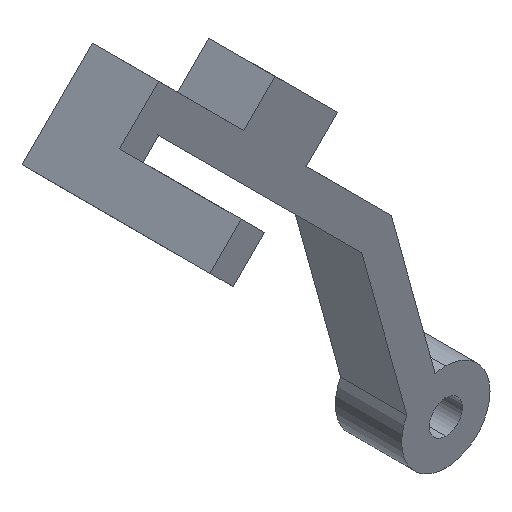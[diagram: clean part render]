
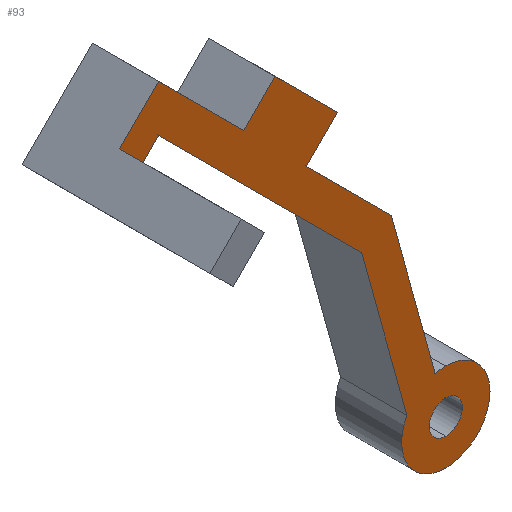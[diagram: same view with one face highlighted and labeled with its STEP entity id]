
A CAD part, isometric view. The second image highlights one B-rep face of the part: STEP entity #93.
In plain terms, the highlighted planar face has unit normal (0, -1, 0).
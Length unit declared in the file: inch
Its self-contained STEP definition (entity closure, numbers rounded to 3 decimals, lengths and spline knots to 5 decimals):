
#5 = ORIENTED_EDGE ( 'NONE', *, *, #546, .T. ) ;
#6 = DIRECTION ( 'NONE',  ( -0.707, 0., -0.707 ) ) ;
#11 = DIRECTION ( 'NONE',  ( 0., 0., -1. ) ) ;
#24 = VERTEX_POINT ( 'NONE', #382 ) ;
#27 = VECTOR ( 'NONE', #141, 39.37008 ) ;
#30 = CARTESIAN_POINT ( 'NONE',  ( 3.25, 1.75, -4.14611 ) ) ;
#34 = CARTESIAN_POINT ( 'NONE',  ( 3.25, 1.75, -3.64611 ) ) ;
#35 = LINE ( 'NONE', #200, #395 ) ;
#36 = CARTESIAN_POINT ( 'NONE',  ( 3.25, 1.75, -3.64611 ) ) ;
#40 = AXIS2_PLACEMENT_3D ( 'NONE', #144, #299, #648 ) ;
#48 = CARTESIAN_POINT ( 'NONE',  ( -0.17678, 1.75, 0.56121 ) ) ;
#49 = ORIENTED_EDGE ( 'NONE', *, *, #350, .F. ) ;
#56 = CARTESIAN_POINT ( 'NONE',  ( 3.25, 1.75, -3.64611 ) ) ;
#58 = EDGE_CURVE ( 'NONE', #525, #582, #504, .T. ) ;
#61 = DIRECTION ( 'NONE',  ( 0.267, 0., -0.964 ) ) ;
#64 = EDGE_CURVE ( 'NONE', #24, #533, #378, .T. ) ;
#81 = AXIS2_PLACEMENT_3D ( 'NONE', #445, #201, #452 ) ;
#84 = EDGE_CURVE ( 'NONE', #573, #179, #288, .T. ) ;
#85 = EDGE_CURVE ( 'NONE', #525, #281, #259, .T. ) ;
#86 = FACE_OUTER_BOUND ( 'NONE', #125, .T. ) ;
#93 = ADVANCED_FACE ( 'NONE', ( #290, #86 ), #150, .F. ) ;
#95 = VECTOR ( 'NONE', #349, 39.37008 ) ;
#109 = VERTEX_POINT ( 'NONE', #351 ) ;
#116 = CARTESIAN_POINT ( 'NONE',  ( 1.73401, 1.75, 0.47956 ) ) ;
#120 = CARTESIAN_POINT ( 'NONE',  ( 0.36899, 1.75, 0.36899 ) ) ;
#121 = ORIENTED_EDGE ( 'NONE', *, *, #64, .F. ) ;
#122 = ORIENTED_EDGE ( 'NONE', *, *, #328, .F. ) ;
#125 = EDGE_LOOP ( 'NONE', ( #466, #583, #122, #667, #49, #383, #497, #476, #5, #128, #232, #470, #638, #127 ) ) ;
#127 = ORIENTED_EDGE ( 'NONE', *, *, #530, .T. ) ;
#128 = ORIENTED_EDGE ( 'NONE', *, *, #84, .F. ) ;
#141 = DIRECTION ( 'NONE',  ( -0.707, 0., 0.707 ) ) ;
#144 = CARTESIAN_POINT ( 'NONE',  ( 3.25, 1.75, -3.64611 ) ) ;
#150 = PLANE ( 'NONE',  #81 ) ;
#157 = CARTESIAN_POINT ( 'NONE',  ( 0.96303, 1.75, 0.30528 ) ) ;
#159 = LINE ( 'NONE', #265, #486 ) ;
#166 = VERTEX_POINT ( 'NONE', #362 ) ;
#173 = VERTEX_POINT ( 'NONE', #665 ) ;
#179 = VERTEX_POINT ( 'NONE', #501 ) ;
#186 = CARTESIAN_POINT ( 'NONE',  ( 1.31659, 1.75, 0.65883 ) ) ;
#193 = DIRECTION ( 'NONE',  ( 0., 0., -1. ) ) ;
#200 = CARTESIAN_POINT ( 'NONE',  ( 2.09544, 1.75, 0.57951 ) ) ;
#201 = DIRECTION ( 'NONE',  ( 0., 1., 0. ) ) ;
#202 = EDGE_CURVE ( 'NONE', #329, #588, #430, .T. ) ;
#203 = EDGE_CURVE ( 'NONE', #281, #573, #159, .T. ) ;
#208 = DIRECTION ( 'NONE',  ( 0.707, 0., -0.707 ) ) ;
#215 = EDGE_CURVE ( 'NONE', #166, #493, #467, .T. ) ;
#218 = DIRECTION ( 'NONE',  ( 0., 1., 0. ) ) ;
#232 = ORIENTED_EDGE ( 'NONE', *, *, #203, .F. ) ;
#240 = VECTOR ( 'NONE', #572, 39.37008 ) ;
#244 = CARTESIAN_POINT ( 'NONE',  ( 3.25, 1.75, -3.45861 ) ) ;
#247 = DIRECTION ( 'NONE',  ( 0.707, 0., 0.707 ) ) ;
#248 = CARTESIAN_POINT ( 'NONE',  ( 0., 1.75, 1.26832 ) ) ;
#250 = VECTOR ( 'NONE', #607, 39.37008 ) ;
#256 = EDGE_CURVE ( 'NONE', #521, #331, #532, .T. ) ;
#259 = LINE ( 'NONE', #186, #464 ) ;
#265 = CARTESIAN_POINT ( 'NONE',  ( 2.02369, 1.75, -0.04827 ) ) ;
#281 = VERTEX_POINT ( 'NONE', #619 ) ;
#288 = LINE ( 'NONE', #553, #578 ) ;
#290 = FACE_BOUND ( 'NONE', #369, .T. ) ;
#299 = DIRECTION ( 'NONE',  ( 0., -1., 0. ) ) ;
#309 = VECTOR ( 'NONE', #6, 39.37008 ) ;
#311 = CARTESIAN_POINT ( 'NONE',  ( -0.44194, 1.75, 0.82637 ) ) ;
#314 = CARTESIAN_POINT ( 'NONE',  ( -0.17678, 1.75, 0.56121 ) ) ;
#318 = CARTESIAN_POINT ( 'NONE',  ( 2.2981, 1.75, -1.56011 ) ) ;
#327 = CARTESIAN_POINT ( 'NONE',  ( 3.25, 1.75, -3.64611 ) ) ;
#328 = EDGE_CURVE ( 'NONE', #521, #166, #584, .T. ) ;
#329 = VERTEX_POINT ( 'NONE', #535 ) ;
#331 = VERTEX_POINT ( 'NONE', #485 ) ;
#349 = DIRECTION ( 'NONE',  ( -0.707, 0., 0.707 ) ) ;
#350 = EDGE_CURVE ( 'NONE', #588, #331, #624, .T. ) ;
#351 = CARTESIAN_POINT ( 'NONE',  ( 2.63317, 1.75, -1.36486 ) ) ;
#352 = DIRECTION ( 'NONE',  ( 0., 1., 0. ) ) ;
#356 = AXIS2_PLACEMENT_3D ( 'NONE', #36, #597, #564 ) ;
#357 = CARTESIAN_POINT ( 'NONE',  ( -0.63416, 1.75, 0.63416 ) ) ;
#362 = CARTESIAN_POINT ( 'NONE',  ( 0., 1.75, 0.73799 ) ) ;
#369 = EDGE_LOOP ( 'NONE', ( #121, #540 ) ) ;
#378 = CIRCLE ( 'NONE', #356, 0.1875 ) ;
#382 = CARTESIAN_POINT ( 'NONE',  ( 3.25, 1.75, -3.83361 ) ) ;
#383 = ORIENTED_EDGE ( 'NONE', *, *, #202, .F. ) ;
#394 = DIRECTION ( 'NONE',  ( -0.707, 0., -0.707 ) ) ;
#395 = VECTOR ( 'NONE', #508, 39.37008 ) ;
#399 = CARTESIAN_POINT ( 'NONE',  ( 2.02369, 1.75, -0.04827 ) ) ;
#414 = LINE ( 'NONE', #48, #240 ) ;
#424 = DIRECTION ( 'NONE',  ( 0., 1., 0. ) ) ;
#430 = CIRCLE ( 'NONE', #565, 0.5 ) ;
#431 = EDGE_CURVE ( 'NONE', #109, #173, #35, .T. ) ;
#445 = CARTESIAN_POINT ( 'NONE',  ( 0., 1.75, 0. ) ) ;
#447 = CIRCLE ( 'NONE', #40, 0.1875 ) ;
#448 = CARTESIAN_POINT ( 'NONE',  ( 0.63416, 1.75, 0.63416 ) ) ;
#452 = DIRECTION ( 'NONE',  ( 0., 0., -1. ) ) ;
#454 = LINE ( 'NONE', #500, #95 ) ;
#464 = VECTOR ( 'NONE', #247, 39.37008 ) ;
#466 = ORIENTED_EDGE ( 'NONE', *, *, #514, .T. ) ;
#467 = LINE ( 'NONE', #471, #309 ) ;
#470 = ORIENTED_EDGE ( 'NONE', *, *, #85, .F. ) ;
#471 = CARTESIAN_POINT ( 'NONE',  ( -0.36899, 1.75, 0.36899 ) ) ;
#476 = ORIENTED_EDGE ( 'NONE', *, *, #431, .F. ) ;
#485 = CARTESIAN_POINT ( 'NONE',  ( 2.80955, 1.75, -3.40946 ) ) ;
#486 = VECTOR ( 'NONE', #208, 39.37008 ) ;
#491 = VERTEX_POINT ( 'NONE', #311 ) ;
#492 = AXIS2_PLACEMENT_3D ( 'NONE', #34, #352, #193 ) ;
#493 = VERTEX_POINT ( 'NONE', #314 ) ;
#497 = ORIENTED_EDGE ( 'NONE', *, *, #550, .F. ) ;
#500 = CARTESIAN_POINT ( 'NONE',  ( 0.63416, 1.75, 0.63416 ) ) ;
#501 = CARTESIAN_POINT ( 'NONE',  ( 1.67014, 1.75, -0.40183 ) ) ;
#504 = LINE ( 'NONE', #448, #27 ) ;
#508 = DIRECTION ( 'NONE',  ( 0.267, 0., -0.964 ) ) ;
#510 = AXIS2_PLACEMENT_3D ( 'NONE', #56, #424, #626 ) ;
#514 = EDGE_CURVE ( 'NONE', #491, #493, #414, .T. ) ;
#521 = VERTEX_POINT ( 'NONE', #318 ) ;
#525 = VERTEX_POINT ( 'NONE', #157 ) ;
#526 = DIRECTION ( 'NONE',  ( -0.707, 0., 0.707 ) ) ;
#530 = EDGE_CURVE ( 'NONE', #582, #491, #620, .T. ) ;
#532 = LINE ( 'NONE', #116, #616 ) ;
#533 = VERTEX_POINT ( 'NONE', #244 ) ;
#535 = CARTESIAN_POINT ( 'NONE',  ( 3.25, 1.75, -3.14611 ) ) ;
#540 = ORIENTED_EDGE ( 'NONE', *, *, #592, .F. ) ;
#546 = EDGE_CURVE ( 'NONE', #109, #179, #454, .T. ) ;
#550 = EDGE_CURVE ( 'NONE', #173, #329, #612, .T. ) ;
#553 = CARTESIAN_POINT ( 'NONE',  ( 1.67014, 1.75, -0.40183 ) ) ;
#564 = DIRECTION ( 'NONE',  ( 0., 0., -1. ) ) ;
#565 = AXIS2_PLACEMENT_3D ( 'NONE', #327, #218, #11 ) ;
#572 = DIRECTION ( 'NONE',  ( 0.707, 0., -0.707 ) ) ;
#573 = VERTEX_POINT ( 'NONE', #399 ) ;
#578 = VECTOR ( 'NONE', #394, 39.37008 ) ;
#582 = VERTEX_POINT ( 'NONE', #248 ) ;
#583 = ORIENTED_EDGE ( 'NONE', *, *, #215, .F. ) ;
#584 = LINE ( 'NONE', #120, #649 ) ;
#588 = VERTEX_POINT ( 'NONE', #30 ) ;
#592 = EDGE_CURVE ( 'NONE', #533, #24, #447, .T. ) ;
#597 = DIRECTION ( 'NONE',  ( 0., -1., 0. ) ) ;
#607 = DIRECTION ( 'NONE',  ( -0.707, 0., -0.707 ) ) ;
#612 = CIRCLE ( 'NONE', #492, 0.5 ) ;
#616 = VECTOR ( 'NONE', #61, 39.37008 ) ;
#619 = CARTESIAN_POINT ( 'NONE',  ( 1.31659, 1.75, 0.65883 ) ) ;
#620 = LINE ( 'NONE', #357, #250 ) ;
#624 = CIRCLE ( 'NONE', #510, 0.5 ) ;
#626 = DIRECTION ( 'NONE',  ( 0., 0., -1. ) ) ;
#638 = ORIENTED_EDGE ( 'NONE', *, *, #58, .T. ) ;
#648 = DIRECTION ( 'NONE',  ( 0., 0., -1. ) ) ;
#649 = VECTOR ( 'NONE', #526, 39.37008 ) ;
#665 = CARTESIAN_POINT ( 'NONE',  ( 3.12985, 1.75, -3.16076 ) ) ;
#667 = ORIENTED_EDGE ( 'NONE', *, *, #256, .T. ) ;
